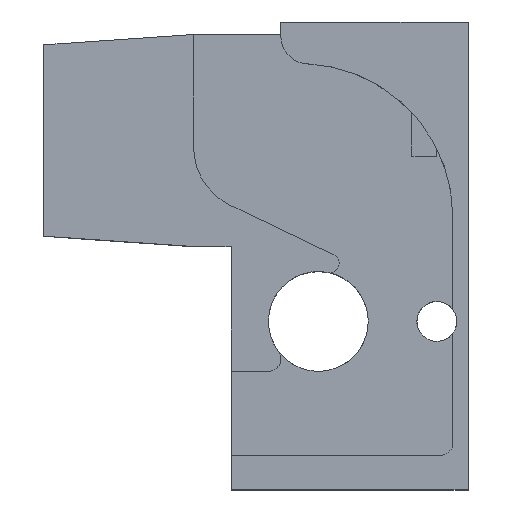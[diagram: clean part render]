
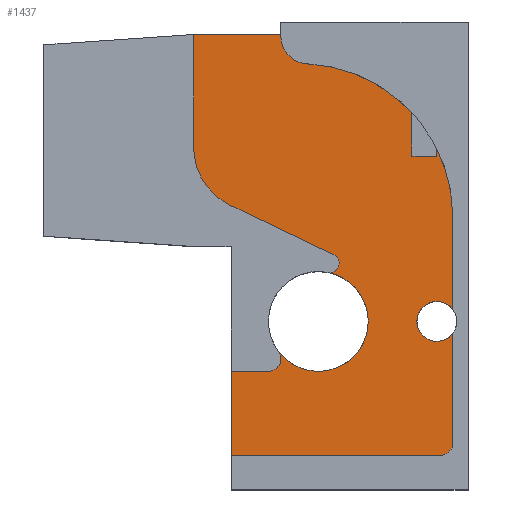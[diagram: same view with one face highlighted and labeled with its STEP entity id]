
A CAD part, top view. The second image highlights one B-rep face of the part: STEP entity #1437.
In plain terms, the highlighted planar face has unit normal (0, 0, 1).
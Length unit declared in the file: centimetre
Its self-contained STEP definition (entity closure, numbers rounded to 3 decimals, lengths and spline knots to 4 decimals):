
#94=PLANE('',#1570);
#168=FACE_OUTER_BOUND('',#268,.T.);
#268=EDGE_LOOP('',(#1228,#1229,#1230,#1231,#1232,#1233,#1234,#1235,#1236,
#1237,#1238,#1239,#1240,#1241,#1242,#1243,#1244,#1245,#1246,#1247,#1248));
#326=CIRCLE('',#1529,0.16);
#330=CIRCLE('',#1535,0.1);
#333=CIRCLE('',#1542,1.229);
#334=CIRCLE('',#1543,1.229);
#342=CIRCLE('',#1566,0.218);
#344=CIRCLE('',#1571,0.512);
#345=CIRCLE('',#1572,0.075);
#346=CIRCLE('',#1573,0.4);
#347=CIRCLE('',#1574,0.1);
#420=LINE('',#2269,#557);
#424=LINE('',#2283,#561);
#428=LINE('',#2295,#565);
#430=LINE('',#2299,#567);
#432=LINE('',#2302,#569);
#455=LINE('',#2380,#592);
#463=LINE('',#2396,#600);
#464=LINE('',#2397,#601);
#465=LINE('',#2399,#602);
#466=LINE('',#2403,#603);
#467=LINE('',#2411,#604);
#468=LINE('',#2412,#605);
#557=VECTOR('',#1806,100.);
#561=VECTOR('',#1820,100.);
#565=VECTOR('',#1832,100.);
#567=VECTOR('',#1836,100.);
#569=VECTOR('',#1840,100.);
#592=VECTOR('',#1923,100.);
#600=VECTOR('',#1935,100.);
#601=VECTOR('',#1936,100.);
#602=VECTOR('',#1937,100.);
#603=VECTOR('',#1940,100.);
#604=VECTOR('',#1947,100.);
#605=VECTOR('',#1948,100.);
#679=VERTEX_POINT('',#2156);
#706=VERTEX_POINT('',#2229);
#707=VERTEX_POINT('',#2231);
#720=VERTEX_POINT('',#2265);
#722=VERTEX_POINT('',#2268);
#724=VERTEX_POINT('',#2274);
#727=VERTEX_POINT('',#2282);
#730=VERTEX_POINT('',#2290);
#731=VERTEX_POINT('',#2294);
#732=VERTEX_POINT('',#2298);
#735=VERTEX_POINT('',#2308);
#756=VERTEX_POINT('',#2374);
#757=VERTEX_POINT('',#2379);
#763=VERTEX_POINT('',#2395);
#764=VERTEX_POINT('',#2398);
#765=VERTEX_POINT('',#2400);
#766=VERTEX_POINT('',#2402);
#767=VERTEX_POINT('',#2404);
#768=VERTEX_POINT('',#2406);
#769=VERTEX_POINT('',#2408);
#770=VERTEX_POINT('',#2410);
#876=EDGE_CURVE('',#720,#722,#420,.T.);
#879=EDGE_CURVE('',#724,#722,#326,.T.);
#883=EDGE_CURVE('',#724,#727,#424,.T.);
#887=EDGE_CURVE('',#727,#730,#330,.T.);
#889=EDGE_CURVE('',#707,#731,#428,.T.);
#891=EDGE_CURVE('',#731,#732,#430,.T.);
#893=EDGE_CURVE('',#732,#706,#432,.T.);
#897=EDGE_CURVE('',#735,#707,#333,.T.);
#898=EDGE_CURVE('',#706,#720,#334,.T.);
#927=EDGE_CURVE('',#756,#735,#342,.T.);
#929=EDGE_CURVE('',#730,#757,#455,.T.);
#937=EDGE_CURVE('',#763,#756,#463,.T.);
#938=EDGE_CURVE('',#763,#679,#464,.T.);
#939=EDGE_CURVE('',#764,#679,#465,.T.);
#940=EDGE_CURVE('',#765,#764,#344,.T.);
#941=EDGE_CURVE('',#766,#765,#466,.T.);
#942=EDGE_CURVE('',#767,#766,#345,.T.);
#943=EDGE_CURVE('',#767,#768,#346,.T.);
#944=EDGE_CURVE('',#769,#768,#347,.T.);
#945=EDGE_CURVE('',#770,#769,#467,.T.);
#946=EDGE_CURVE('',#770,#757,#468,.T.);
#1228=ORIENTED_EDGE('',*,*,#898,.F.);
#1229=ORIENTED_EDGE('',*,*,#893,.F.);
#1230=ORIENTED_EDGE('',*,*,#891,.F.);
#1231=ORIENTED_EDGE('',*,*,#889,.F.);
#1232=ORIENTED_EDGE('',*,*,#897,.F.);
#1233=ORIENTED_EDGE('',*,*,#927,.F.);
#1234=ORIENTED_EDGE('',*,*,#937,.F.);
#1235=ORIENTED_EDGE('',*,*,#938,.T.);
#1236=ORIENTED_EDGE('',*,*,#939,.F.);
#1237=ORIENTED_EDGE('',*,*,#940,.F.);
#1238=ORIENTED_EDGE('',*,*,#941,.F.);
#1239=ORIENTED_EDGE('',*,*,#942,.F.);
#1240=ORIENTED_EDGE('',*,*,#943,.T.);
#1241=ORIENTED_EDGE('',*,*,#944,.F.);
#1242=ORIENTED_EDGE('',*,*,#945,.F.);
#1243=ORIENTED_EDGE('',*,*,#946,.T.);
#1244=ORIENTED_EDGE('',*,*,#929,.F.);
#1245=ORIENTED_EDGE('',*,*,#887,.F.);
#1246=ORIENTED_EDGE('',*,*,#883,.F.);
#1247=ORIENTED_EDGE('',*,*,#879,.T.);
#1248=ORIENTED_EDGE('',*,*,#876,.F.);
#1437=ADVANCED_FACE('',(#168),#94,.T.);
#1529=AXIS2_PLACEMENT_3D('',#2275,#1811,#1812);
#1535=AXIS2_PLACEMENT_3D('',#2291,#1827,#1828);
#1542=AXIS2_PLACEMENT_3D('',#2310,#1848,#1849);
#1543=AXIS2_PLACEMENT_3D('',#2311,#1850,#1851);
#1566=AXIS2_PLACEMENT_3D('',#2376,#1917,#1918);
#1570=AXIS2_PLACEMENT_3D('',#2394,#1933,#1934);
#1571=AXIS2_PLACEMENT_3D('',#2401,#1938,#1939);
#1572=AXIS2_PLACEMENT_3D('',#2405,#1941,#1942);
#1573=AXIS2_PLACEMENT_3D('',#2407,#1943,#1944);
#1574=AXIS2_PLACEMENT_3D('',#2409,#1945,#1946);
#1806=DIRECTION('',(0.001,-1.,0.));
#1811=DIRECTION('center_axis',(0.,0.,
-1.));
#1812=DIRECTION('ref_axis',(1.,0.,0.));
#1820=DIRECTION('',(0.,-1.,0.));
#1827=DIRECTION('center_axis',(0.,0.,
-1.));
#1828=DIRECTION('ref_axis',(0.707,-0.707,0.));
#1832=DIRECTION('',(0.,-1.,0.));
#1836=DIRECTION('',(1.,0.,0.));
#1840=DIRECTION('',(0.,1.,0.));
#1848=DIRECTION('center_axis',(0.,0.,
-1.));
#1849=DIRECTION('ref_axis',(-1.,-0.001,0.));
#1850=DIRECTION('center_axis',(0.,0.,
-1.));
#1851=DIRECTION('ref_axis',(-1.,-0.001,0.));
#1917=DIRECTION('center_axis',(0.,0.,
1.));
#1918=DIRECTION('ref_axis',(-0.707,-0.707,0.));
#1923=DIRECTION('',(-1.,0.,0.));
#1933=DIRECTION('center_axis',(0.,0.,
1.));
#1934=DIRECTION('ref_axis',(0.,-1.,0.));
#1935=DIRECTION('',(0.,-1.,0.));
#1936=DIRECTION('',(-1.,0.,0.));
#1937=DIRECTION('',(0.,1.,0.));
#1938=DIRECTION('center_axis',(0.,0.,
-1.));
#1939=DIRECTION('ref_axis',(-0.846,-0.533,0.));
#1940=DIRECTION('',(-0.902,0.432,0.));
#1941=DIRECTION('center_axis',(0.,0.,
1.));
#1942=DIRECTION('ref_axis',(-0.432,-0.902,0.));
#1943=DIRECTION('center_axis',(0.,0.,
-1.));
#1944=DIRECTION('ref_axis',(1.,0.,0.));
#1945=DIRECTION('center_axis',(0.,0.,
1.));
#1946=DIRECTION('ref_axis',(0.894,-0.447,0.));
#1947=DIRECTION('',(1.,0.,0.));
#1948=DIRECTION('',(0.,-1.,0.));
#2156=CARTESIAN_POINT('',(-2.0698,4.8778,1.3001));
#2229=CARTESIAN_POINT('',(-0.1197,3.9624,1.3001));
#2231=CARTESIAN_POINT('',(-0.3197,4.2519,1.3001));
#2265=CARTESIAN_POINT('',(0.0085,3.4169,1.3001));
#2268=CARTESIAN_POINT('',(0.0092,2.6728,1.3001));
#2269=CARTESIAN_POINT('',(0.0093,2.5467,1.3001));
#2274=CARTESIAN_POINT('',(0.0083,2.4816,1.3001));
#2275=CARTESIAN_POINT('Origin',(-0.1196,2.5778,1.3001));
#2282=CARTESIAN_POINT('',(0.0083,1.6028,1.3001));
#2283=CARTESIAN_POINT('',(0.0083,1.9465,1.3001));
#2290=CARTESIAN_POINT('',(-0.0917,1.5028,1.3001));
#2291=CARTESIAN_POINT('Origin',(-0.0917,1.6028,1.3001));
#2294=CARTESIAN_POINT('',(-0.3197,3.9028,1.3001));
#2295=CARTESIAN_POINT('',(-0.3197,2.8903,1.3001));
#2298=CARTESIAN_POINT('',(-0.1197,3.9028,1.3001));
#2299=CARTESIAN_POINT('',(-0.2197,3.9028,1.3001));
#2302=CARTESIAN_POINT('',(-0.1197,3.0965,1.3001));
#2308=CARTESIAN_POINT('',(-1.1624,4.6434,1.3001));
#2310=CARTESIAN_POINT('Origin',(-1.2205,3.4158,1.3001));
#2311=CARTESIAN_POINT('Origin',(-1.2205,3.4158,1.3001));
#2374=CARTESIAN_POINT('',(-1.3701,4.8612,1.3001));
#2376=CARTESIAN_POINT('Origin',(-1.1521,4.8612,1.3001));
#2379=CARTESIAN_POINT('',(-1.7696,1.5028,1.3001));
#2380=CARTESIAN_POINT('',(-0.2197,1.5028,1.3001));
#2394=CARTESIAN_POINT('Origin',(-0.2197,1.6028,1.3001));
#2395=CARTESIAN_POINT('',(-1.3701,4.8778,1.3001));
#2396=CARTESIAN_POINT('',(-1.3701,3.084,1.3001));
#2397=CARTESIAN_POINT('',(-0.8697,4.8778,1.3001));
#2398=CARTESIAN_POINT('',(-2.0697,3.9721,1.3001));
#2399=CARTESIAN_POINT('',(-2.0697,2.909,1.3001));
#2400=CARTESIAN_POINT('',(-1.7788,3.5103,1.3001));
#2401=CARTESIAN_POINT('Origin',(-1.5577,3.9721,1.3001));
#2402=CARTESIAN_POINT('',(-0.9455,3.1115,1.3001));
#2403=CARTESIAN_POINT('',(-0.5446,2.9195,1.3001));
#2404=CARTESIAN_POINT('',(-0.9924,2.9702,1.3001));
#2405=CARTESIAN_POINT('Origin',(-0.9779,3.0438,1.3001));
#2406=CARTESIAN_POINT('',(-1.3898,2.3378,1.3001));
#2407=CARTESIAN_POINT('Origin',(-1.0698,2.5778,1.3001));
#2408=CARTESIAN_POINT('',(-1.4698,2.1778,1.3001));
#2409=CARTESIAN_POINT('Origin',(-1.4698,2.2778,1.3001));
#2410=CARTESIAN_POINT('',(-1.7696,2.1778,1.3001));
#2411=CARTESIAN_POINT('',(-0.8197,2.1778,1.3001));
#2412=CARTESIAN_POINT('',(-1.7696,1.9028,1.3001));
